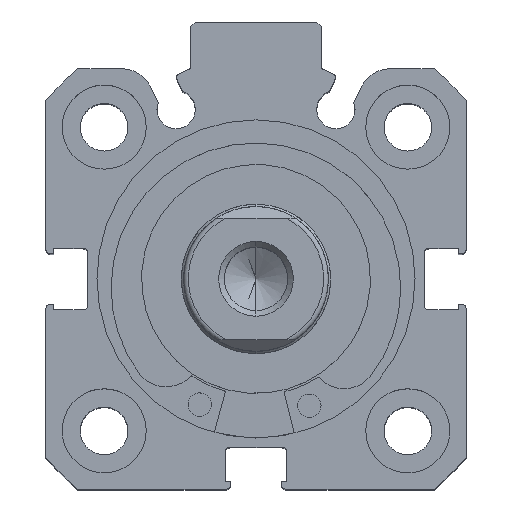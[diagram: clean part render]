
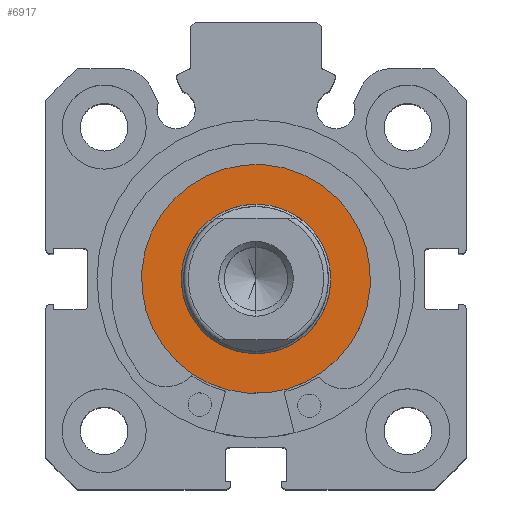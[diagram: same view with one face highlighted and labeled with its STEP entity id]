
A CAD part, top view. The second image highlights one B-rep face of the part: STEP entity #6917.
In plain terms, the highlighted face is planar.
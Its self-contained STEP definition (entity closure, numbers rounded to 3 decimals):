
#339 = CARTESIAN_POINT ( 'NONE',  ( 0., 0., -8. ) ) ;
#1270 = CARTESIAN_POINT ( 'NONE',  ( 0., 12.25, 0. ) ) ;
#1271 = PLANE ( 'NONE',  #5283 ) ;
#1272 = DIRECTION ( 'NONE',  ( 1., 0., 0. ) ) ;
#1273 = DIRECTION ( 'NONE',  ( 0., 0., -1. ) ) ;
#1302 = CARTESIAN_POINT ( 'NONE',  ( 0., 0., 8. ) ) ;
#1323 = CARTESIAN_POINT ( 'NONE',  ( 0., 0., 12.25 ) ) ;
#1331 = CARTESIAN_POINT ( 'NONE',  ( 0., 0., -12.25 ) ) ;
#1726 = FACE_BOUND ( 'NONE', #7090, .T. ) ;
#1730 = FACE_OUTER_BOUND ( 'NONE', #7102, .T. ) ;
#2339 = EDGE_CURVE ( 'NONE', #5517, #6984, #3683, .T. ) ;
#2342 = EDGE_CURVE ( 'NONE', #6984, #5517, #3689, .T. ) ;
#2345 = EDGE_CURVE ( 'NONE', #7021, #7029, #3691, .T. ) ;
#2346 = EDGE_CURVE ( 'NONE', #7029, #7021, #3693, .T. ) ;
#2601 = AXIS2_PLACEMENT_3D ( 'NONE', #5200, #5207, #5208 ) ;
#2603 = AXIS2_PLACEMENT_3D ( 'NONE', #5223, #5224, #5225 ) ;
#2605 = AXIS2_PLACEMENT_3D ( 'NONE', #5210, #5217, #5218 ) ;
#2608 = AXIS2_PLACEMENT_3D ( 'NONE', #5226, #5227, #5228 ) ;
#3683 = CIRCLE ( 'NONE', #2601, 8. ) ;
#3689 = CIRCLE ( 'NONE', #2605, 8. ) ;
#3691 = CIRCLE ( 'NONE', #2603, 12.25 ) ;
#3693 = CIRCLE ( 'NONE', #2608, 12.25 ) ;
#5200 = CARTESIAN_POINT ( 'NONE',  ( 0., 0., 0. ) ) ;
#5207 = DIRECTION ( 'NONE',  ( -1., 0., 0. ) ) ;
#5208 = DIRECTION ( 'NONE',  ( 0., 0., 1. ) ) ;
#5210 = CARTESIAN_POINT ( 'NONE',  ( 0., 0., 0. ) ) ;
#5217 = DIRECTION ( 'NONE',  ( -1., 0., 0. ) ) ;
#5218 = DIRECTION ( 'NONE',  ( 0., 0., 1. ) ) ;
#5223 = CARTESIAN_POINT ( 'NONE',  ( 0., 0., 0. ) ) ;
#5224 = DIRECTION ( 'NONE',  ( -1., 0., 0. ) ) ;
#5225 = DIRECTION ( 'NONE',  ( 0., 0., 1. ) ) ;
#5226 = CARTESIAN_POINT ( 'NONE',  ( 0., 0., 0. ) ) ;
#5227 = DIRECTION ( 'NONE',  ( -1., 0., 0. ) ) ;
#5228 = DIRECTION ( 'NONE',  ( 0., 0., 1. ) ) ;
#5283 = AXIS2_PLACEMENT_3D ( 'NONE', #1270, #1272, #1273 ) ;
#5517 = VERTEX_POINT ( 'NONE', #339 ) ;
#5946 = ORIENTED_EDGE ( 'NONE', *, *, #2346, .T. ) ;
#5951 = ORIENTED_EDGE ( 'NONE', *, *, #2345, .T. ) ;
#5953 = ORIENTED_EDGE ( 'NONE', *, *, #2339, .F. ) ;
#5955 = ORIENTED_EDGE ( 'NONE', *, *, #2342, .F. ) ;
#6917 = ADVANCED_FACE ( 'NONE', ( #1726, #1730 ), #1271, .F. ) ;
#6984 = VERTEX_POINT ( 'NONE', #1302 ) ;
#7021 = VERTEX_POINT ( 'NONE', #1323 ) ;
#7029 = VERTEX_POINT ( 'NONE', #1331 ) ;
#7090 = EDGE_LOOP ( 'NONE', ( #5955, #5953 ) ) ;
#7102 = EDGE_LOOP ( 'NONE', ( #5951, #5946 ) ) ;
